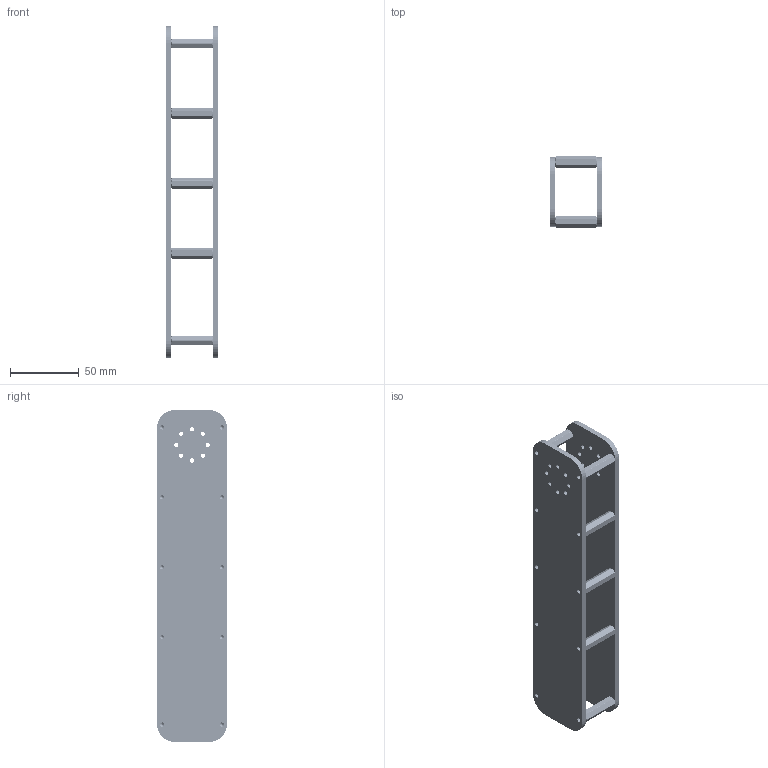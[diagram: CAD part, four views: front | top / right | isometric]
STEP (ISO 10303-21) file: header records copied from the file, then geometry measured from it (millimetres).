
FILE_DESCRIPTION(/* description */ (''),/* implementation_level */ '2;1');
FILE_NAME(/* name */ 'Arm3.stp',/* time_stamp */ '2024-08-01T20:52:43-04:00',/* author */ ('Preston'),/* organization */ (''),/* preprocessor_version */ 'ST-DEVELOPER v19.2',/* originating_system */ 'Autodesk Inventor 2024',/* authorisation */ '');
FILE_SCHEMA (('AUTOMOTIVE_DESIGN { 1 0 10303 214 3 1 1 }'));
Length unit declared in the file: inch
Products named in the file (3): Arm3; ARM3SMALL; 1516-4008-0300
Assembly tree (12 placements, depth 2):
  Arm3
    ARM3SMALL  x2
    1516-4008-0300  x10
Bounding box: 37.62 x 51.36 x 241.3 mm (x, y, z)
Volume: 101908.6 mm3; surface area: 65083.4 mm2
Topology: 12 solids, 12 shells, 976 faces, 2736 edges, 1784 vertices
Faces by surface type: cylinder 664, cone 160, plane 112, bspline 40
Full cylindrical faces by diameter (mm): 3.048 x36, 3.3 x260, 4 x240
Entity records: 11849 total; most frequent: CARTESIAN_POINT 8765, ORIENTED_EDGE 668, DIRECTION 538, EDGE_CURVE 334, VERTEX_POINT 220, AXIS2_PLACEMENT_3D 217, EDGE_LOOP 158, B_SPLINE_CURVE_WITH_KNOTS 120
